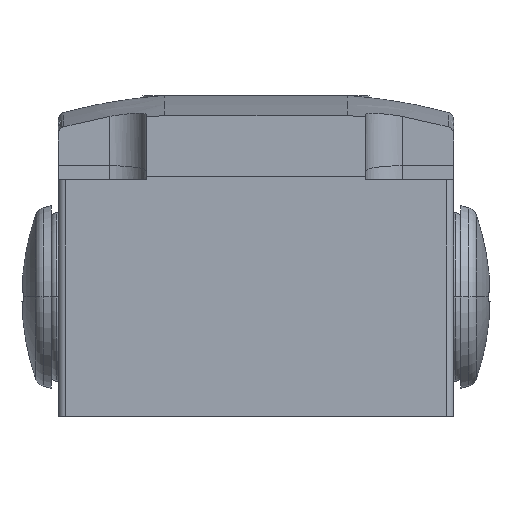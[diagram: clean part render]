
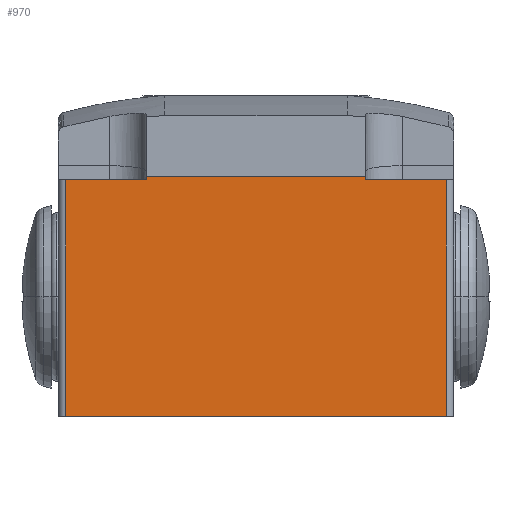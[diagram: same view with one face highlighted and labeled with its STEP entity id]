
A CAD part, front view. The second image highlights one B-rep face of the part: STEP entity #970.
In plain terms, the highlighted planar face has unit normal (0, -1, 0).
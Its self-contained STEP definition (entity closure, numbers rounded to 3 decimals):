
#970=ADVANCED_FACE('',(#1962),#1963,.T.);
#1962=FACE_OUTER_BOUND('',#2991,.T.);
#1963=PLANE('',#2992);
#2991=EDGE_LOOP('',(#5721,#5722,#5723,#5724,#5725,#5726,#5727,#5728));
#2992=AXIS2_PLACEMENT_3D('',#5729,#5730,#5731);
#5721=ORIENTED_EDGE('',*,*,#7148,.T.);
#5722=ORIENTED_EDGE('',*,*,#7351,.T.);
#5723=ORIENTED_EDGE('',*,*,#7358,.T.);
#5724=ORIENTED_EDGE('',*,*,#7360,.F.);
#5725=ORIENTED_EDGE('',*,*,#7361,.T.);
#5726=ORIENTED_EDGE('',*,*,#7362,.T.);
#5727=ORIENTED_EDGE('',*,*,#7342,.T.);
#5728=ORIENTED_EDGE('',*,*,#7332,.T.);
#5729=CARTESIAN_POINT('',(31.988,0.,0.0));
#5730=DIRECTION('',(0.0,-1.0,0.0));
#5731=DIRECTION('',(0.0,0.0,1.0));
#7148=EDGE_CURVE('',#8806,#8804,#8807,.T.);
#7332=EDGE_CURVE('',#9068,#8806,#9069,.T.);
#7342=EDGE_CURVE('',#9082,#9068,#9083,.T.);
#7351=EDGE_CURVE('',#8804,#9094,#9096,.T.);
#7358=EDGE_CURVE('',#9094,#9104,#9106,.T.);
#7360=EDGE_CURVE('',#9108,#9104,#9109,.T.);
#7361=EDGE_CURVE('',#9108,#9110,#9111,.T.);
#7362=EDGE_CURVE('',#9110,#9082,#9112,.T.);
#8804=VERTEX_POINT('',#11536);
#8806=VERTEX_POINT('',#11538);
#8807=LINE('',#11539,#11540);
#9068=VERTEX_POINT('',#11951);
#9069=LINE('',#11952,#11953);
#9082=VERTEX_POINT('',#11971);
#9083=LINE('',#11972,#11973);
#9094=VERTEX_POINT('',#11987);
#9096=LINE('',#11990,#11991);
#9104=VERTEX_POINT('',#12002);
#9106=LINE('',#12004,#12005);
#9108=VERTEX_POINT('',#12007);
#9109=LINE('',#12008,#12009);
#9110=VERTEX_POINT('',#12010);
#9111=LINE('',#12011,#12012);
#9112=LINE('',#12013,#12014);
#11536=CARTESIAN_POINT('',(16.988,0.,32.805));
#11538=CARTESIAN_POINT('',(46.988,0.,32.805));
#11539=CARTESIAN_POINT('',(31.988,0.,32.805));
#11540=VECTOR('',#13491,1.0);
#11951=CARTESIAN_POINT('',(46.988,0.,32.3));
#11952=CARTESIAN_POINT('',(46.988,0.,18.65));
#11953=VECTOR('',#13741,1.0);
#11971=CARTESIAN_POINT('',(57.988,0.,32.3));
#11972=CARTESIAN_POINT('',(43.035,0.,32.3));
#11973=VECTOR('',#13750,1.0);
#11987=CARTESIAN_POINT('',(16.988,0.,32.3));
#11990=CARTESIAN_POINT('',(16.988,0.,16.15));
#11991=VECTOR('',#13761,1.0);
#12002=CARTESIAN_POINT('',(5.988,0.,32.3));
#12004=CARTESIAN_POINT('',(20.941,0.,32.3));
#12005=VECTOR('',#13768,1.0);
#12007=CARTESIAN_POINT('',(5.988,0.,0.0));
#12008=CARTESIAN_POINT('',(5.988,0.,0.0));
#12009=VECTOR('',#13769,1.0);
#12010=CARTESIAN_POINT('',(57.988,0.,0.0));
#12011=CARTESIAN_POINT('',(5.988,0.,0.0));
#12012=VECTOR('',#13770,1.0);
#12013=CARTESIAN_POINT('',(57.988,0.,0.0));
#12014=VECTOR('',#13771,1.0);
#13491=DIRECTION('',(-1.0,-0.0,0.0));
#13741=DIRECTION('',(0.0,-0.0,1.0));
#13750=DIRECTION('',(-1.0,0.0,0.0));
#13761=DIRECTION('',(0.0,0.0,-1.0));
#13768=DIRECTION('',(-1.0,-0.0,0.0));
#13769=DIRECTION('',(0.0,0.0,1.0));
#13770=DIRECTION('',(1.0,0.0,0.0));
#13771=DIRECTION('',(0.0,0.0,1.0));
